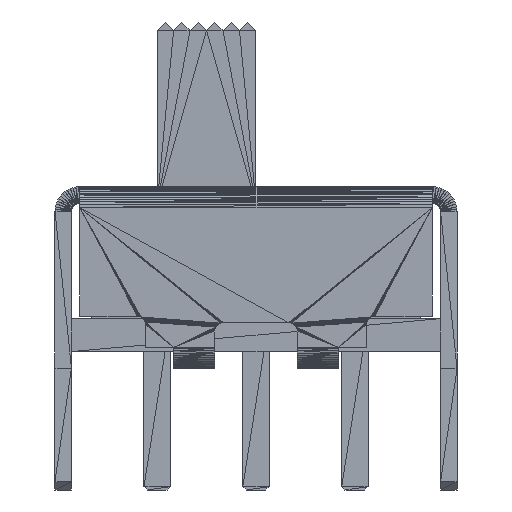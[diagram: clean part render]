
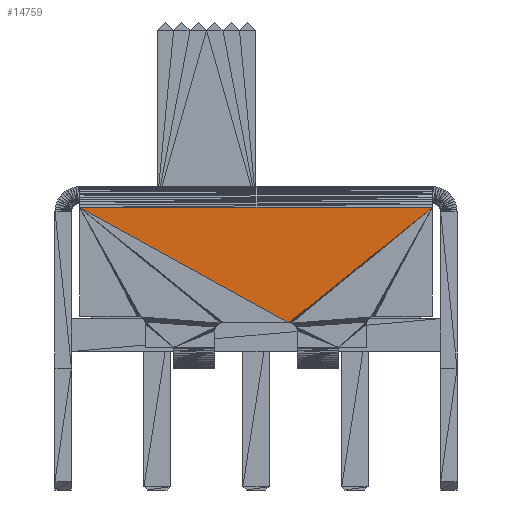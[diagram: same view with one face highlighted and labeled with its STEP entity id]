
A CAD part, left-side view. The second image highlights one B-rep face of the part: STEP entity #14759.
In plain terms, the highlighted planar face has unit normal (1, 0, 0).
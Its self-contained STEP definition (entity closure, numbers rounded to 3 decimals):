
#14017 = VERTEX_POINT('',#14018);
#14018 = CARTESIAN_POINT('',(-2.825,5.375,5.));
#14321 = VERTEX_POINT('',#14322);
#14322 = CARTESIAN_POINT('',(-2.825,-5.325,5.));
#14375 = EDGE_CURVE('',#14321,#14017,#14376,.T.);
#14376 = LINE('',#14377,#14378);
#14377 = CARTESIAN_POINT('',(-2.825,-5.325,5.));
#14378 = VECTOR('',#14379,1.);
#14379 = DIRECTION('',(0.,1.,0.));
#14759 = ADVANCED_FACE('',(#14760),#14777,.F.);
#14760 = FACE_BOUND('',#14761,.F.);
#14761 = EDGE_LOOP('',(#14762,#14770,#14771));
#14762 = ORIENTED_EDGE('',*,*,#14763,.F.);
#14763 = EDGE_CURVE('',#14321,#14764,#14766,.T.);
#14764 = VERTEX_POINT('',#14765);
#14765 = CARTESIAN_POINT('',(-2.825,-0.975,1.5));
#14766 = LINE('',#14767,#14768);
#14767 = CARTESIAN_POINT('',(-2.825,-5.325,5.));
#14768 = VECTOR('',#14769,1.);
#14769 = DIRECTION('',(0.,0.779,
    -0.627));
#14770 = ORIENTED_EDGE('',*,*,#14375,.T.);
#14771 = ORIENTED_EDGE('',*,*,#14772,.F.);
#14772 = EDGE_CURVE('',#14764,#14017,#14773,.T.);
#14773 = LINE('',#14774,#14775);
#14774 = CARTESIAN_POINT('',(-2.825,-0.975,1.5));
#14775 = VECTOR('',#14776,1.);
#14776 = DIRECTION('',(0.,0.876,0.483)
  );
#14777 = PLANE('',#14778);
#14778 = AXIS2_PLACEMENT_3D('',#14779,#14780,#14781);
#14779 = CARTESIAN_POINT('',(-2.825,-0.058,
    4.046));
#14780 = DIRECTION('',(-1.,0.,0.));
#14781 = DIRECTION('',(0.,0.,1.));
